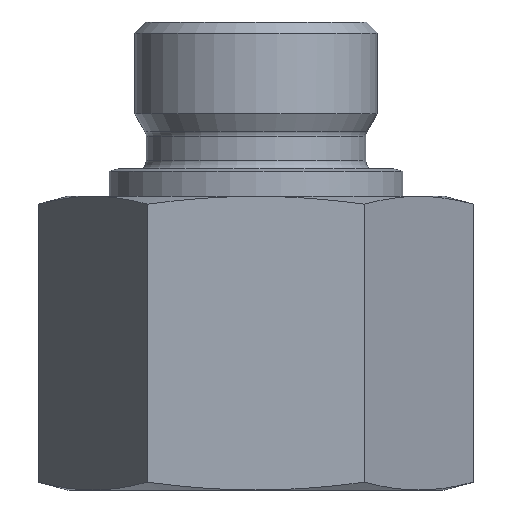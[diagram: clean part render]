
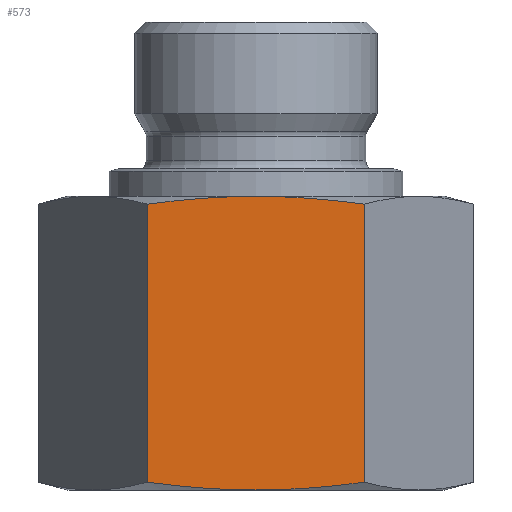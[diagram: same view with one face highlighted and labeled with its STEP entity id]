
A CAD part, left-side view. The second image highlights one B-rep face of the part: STEP entity #573.
In plain terms, the highlighted planar face has unit normal (-1, 0.001, 0).
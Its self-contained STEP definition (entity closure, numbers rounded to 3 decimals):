
#161=CARTESIAN_POINT('',(-20.512,-11.815,0.85));
#162=VERTEX_POINT('',#161);
#178=CARTESIAN_POINT('',(-20.5,0.021,0.));
#179=VERTEX_POINT('',#178);
#180=CARTESIAN_POINT('',(-20.5,0.021,0.));
#181=CARTESIAN_POINT('',(-20.506,-5.472,0.));
#182=CARTESIAN_POINT('',(-20.512,-11.815,0.85));
#190=(BOUNDED_CURVE()B_SPLINE_CURVE(2,(#180,#181,#182),.UNSPECIFIED.,.F.,.U.)B_SPLINE_CURVE_WITH_KNOTS((3,3),(1.426,2.64),.UNSPECIFIED.)CURVE()GEOMETRIC_REPRESENTATION_ITEM()RATIONAL_B_SPLINE_CURVE((1.0,1.045,1.013))REPRESENTATION_ITEM(''));
#191=EDGE_CURVE('',#179,#162,#190,.T.);
#388=CARTESIAN_POINT('',(-20.488,11.856,0.85));
#389=VERTEX_POINT('',#388);
#410=CARTESIAN_POINT('',(-20.488,11.856,0.85));
#411=CARTESIAN_POINT('',(-20.494,5.514,0.));
#412=CARTESIAN_POINT('',(-20.5,0.021,0.));
#420=(BOUNDED_CURVE()B_SPLINE_CURVE(2,(#410,#411,#412),.UNSPECIFIED.,.F.,.U.)B_SPLINE_CURVE_WITH_KNOTS((3,3),(0.213,1.426),.UNSPECIFIED.)CURVE()GEOMETRIC_REPRESENTATION_ITEM()RATIONAL_B_SPLINE_CURVE((1.013,1.045,1.0))REPRESENTATION_ITEM(''));
#421=EDGE_CURVE('',#389,#179,#420,.T.);
#487=CARTESIAN_POINT('',(-20.488,11.856,31.15));
#488=VERTEX_POINT('',#487);
#489=CARTESIAN_POINT('',(-20.488,11.856,0.85));
#490=DIRECTION('',(0.0,0.0,1.0));
#491=VECTOR('',#490,30.3);
#492=LINE('',#489,#491);
#493=EDGE_CURVE('',#389,#488,#492,.T.);
#527=CARTESIAN_POINT('',(-20.512,-11.815,0.0));
#528=DIRECTION('',(-1.,0.001,0.0));
#529=DIRECTION('',(0.0,0.0,1.0));
#530=AXIS2_PLACEMENT_3D('',#527,#528,#529);
#531=PLANE('',#530);
#532=ORIENTED_EDGE('',*,*,#421,.T.);
#533=ORIENTED_EDGE('',*,*,#191,.T.);
#534=CARTESIAN_POINT('',(-20.512,-11.815,31.15));
#535=VERTEX_POINT('',#534);
#536=CARTESIAN_POINT('',(-20.512,-11.815,0.85));
#537=DIRECTION('',(0.0,0.0,1.0));
#538=VECTOR('',#537,30.3);
#539=LINE('',#536,#538);
#540=EDGE_CURVE('',#162,#535,#539,.T.);
#541=ORIENTED_EDGE('',*,*,#540,.T.);
#542=CARTESIAN_POINT('',(-20.5,0.021,32.0));
#543=VERTEX_POINT('',#542);
#544=CARTESIAN_POINT('',(-20.512,-11.815,31.15));
#545=CARTESIAN_POINT('',(-20.506,-5.472,32.));
#546=CARTESIAN_POINT('',(-20.5,0.021,32.0));
#554=(BOUNDED_CURVE()B_SPLINE_CURVE(2,(#544,#545,#546),.UNSPECIFIED.,.F.,.U.)B_SPLINE_CURVE_WITH_KNOTS((3,3),(0.213,1.426),.UNSPECIFIED.)CURVE()GEOMETRIC_REPRESENTATION_ITEM()RATIONAL_B_SPLINE_CURVE((1.013,1.045,1.0))REPRESENTATION_ITEM(''));
#555=EDGE_CURVE('',#535,#543,#554,.T.);
#556=ORIENTED_EDGE('',*,*,#555,.T.);
#557=CARTESIAN_POINT('',(-20.5,0.021,32.0));
#558=CARTESIAN_POINT('',(-20.494,5.514,32.));
#559=CARTESIAN_POINT('',(-20.488,11.856,31.15));
#567=(BOUNDED_CURVE()B_SPLINE_CURVE(2,(#557,#558,#559),.UNSPECIFIED.,.F.,.U.)B_SPLINE_CURVE_WITH_KNOTS((3,3),(1.426,2.64),.UNSPECIFIED.)CURVE()GEOMETRIC_REPRESENTATION_ITEM()RATIONAL_B_SPLINE_CURVE((1.0,1.045,1.013))REPRESENTATION_ITEM(''));
#568=EDGE_CURVE('',#543,#488,#567,.T.);
#569=ORIENTED_EDGE('',*,*,#568,.T.);
#570=ORIENTED_EDGE('',*,*,#493,.F.);
#571=EDGE_LOOP('',(#532,#533,#541,#556,#569,#570));
#572=FACE_OUTER_BOUND('',#571,.T.);
#573=ADVANCED_FACE('',(#572),#531,.T.);
